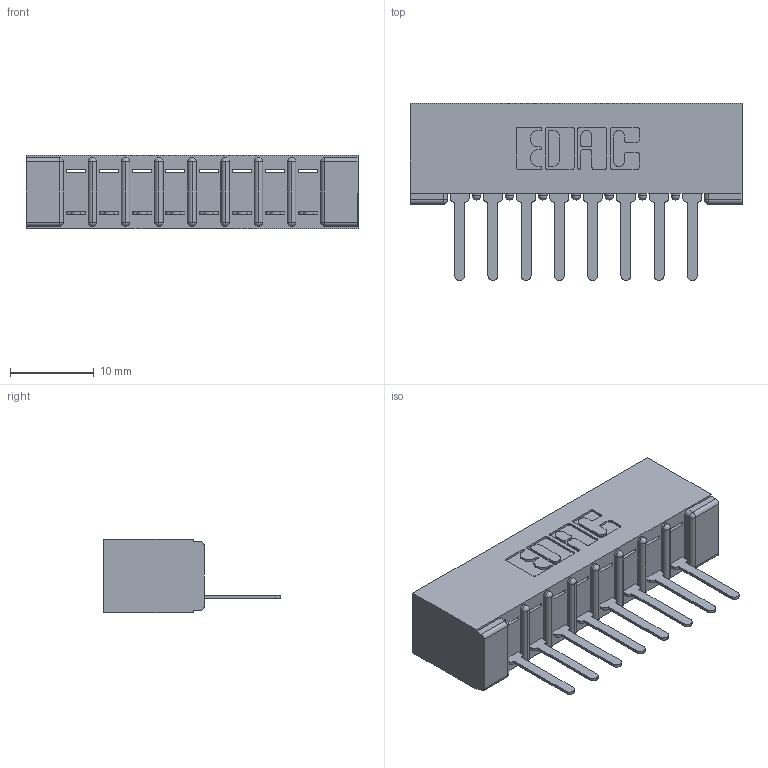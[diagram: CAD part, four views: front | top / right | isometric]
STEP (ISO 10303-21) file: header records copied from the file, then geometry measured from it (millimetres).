
FILE_DESCRIPTION (( 'STEP AP203' ), '1' );
FILE_NAME ('307-008-527-101.STEP', '2019-09-03T14:22:12', ( '' ), ( '' ), 'SwSTEP 2.0', 'SolidWorks 2016', '' );
FILE_SCHEMA (( 'CONFIG_CONTROL_DESIGN' ));
Length unit declared in the file: inch
Products named in the file (3): 307 Part_No Mounting Lugs; 307-290-001_527; 307-008-527-101
Assembly tree (9 placements, depth 2):
  307-008-527-101
    307 Part_No Mounting Lugs
    307-290-001_527  x8
Bounding box: 39.57 x 21.11 x 8.71 mm (x, y, z)
Volume: 2737.2 mm3; surface area: 4056.1 mm2
Topology: 9 solids, 9 shells, 567 faces, 1595 edges, 1026 vertices
Faces by surface type: plane 362, cylinder 187, sphere 18
Entity records: 10740 total; most frequent: CARTESIAN_POINT 1796, ORIENTED_EDGE 1782, DIRECTION 1765, EDGE_CURVE 891, LINE 671, VECTOR 671, VERTEX_POINT 578, AXIS2_PLACEMENT_3D 547
